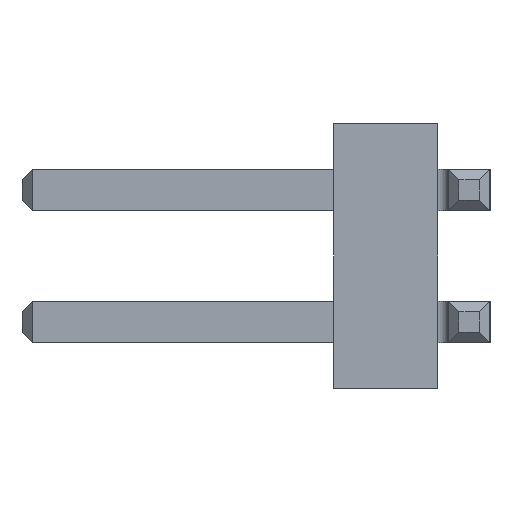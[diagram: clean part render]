
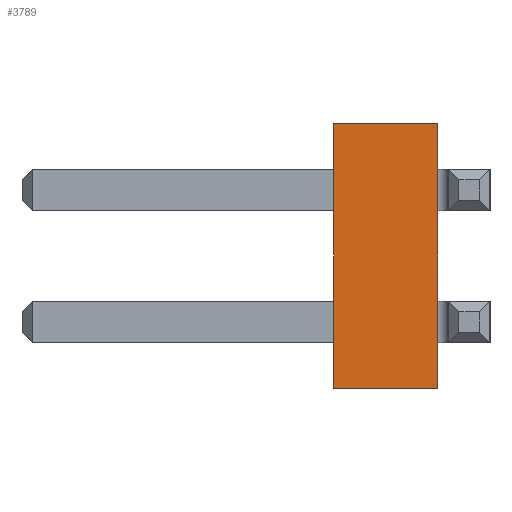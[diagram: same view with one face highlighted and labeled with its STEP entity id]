
A CAD part, left-side view. The second image highlights one B-rep face of the part: STEP entity #3789.
In plain terms, the highlighted planar face has unit normal (-1, 0, 0).
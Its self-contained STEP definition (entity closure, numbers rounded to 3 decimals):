
#119 = FACE_OUTER_BOUND ( 'NONE', #591, .T. ) ;
#125 = CARTESIAN_POINT ( 'NONE',  ( 0., 1., 2.54 ) ) ;
#464 = VECTOR ( 'NONE', #3786, 1000. ) ;
#511 = DIRECTION ( 'NONE',  ( 1., 0., 0. ) ) ;
#591 = EDGE_LOOP ( 'NONE', ( #1311, #3044, #3015, #1447 ) ) ;
#802 = VERTEX_POINT ( 'NONE', #3414 ) ;
#869 = CARTESIAN_POINT ( 'NONE',  ( 0., 1., 0. ) ) ;
#1010 = LINE ( 'NONE', #125, #2495 ) ;
#1116 = DIRECTION ( 'NONE',  ( 0., -1., 0. ) ) ;
#1220 = VERTEX_POINT ( 'NONE', #1840 ) ;
#1300 = PLANE ( 'NONE',  #3004 ) ;
#1311 = ORIENTED_EDGE ( 'NONE', *, *, #3165, .T. ) ;
#1396 = VECTOR ( 'NONE', #2500, 1000. ) ;
#1413 = LINE ( 'NONE', #3806, #464 ) ;
#1447 = ORIENTED_EDGE ( 'NONE', *, *, #2633, .T. ) ;
#1648 = EDGE_CURVE ( 'NONE', #802, #1220, #2844, .T. ) ;
#1755 = VERTEX_POINT ( 'NONE', #3563 ) ;
#1840 = CARTESIAN_POINT ( 'NONE',  ( 0., 0., 2.54 ) ) ;
#2295 = CARTESIAN_POINT ( 'NONE',  ( 0., 0., 2.54 ) ) ;
#2441 = EDGE_CURVE ( 'NONE', #1220, #1755, #3115, .T. ) ;
#2495 = VECTOR ( 'NONE', #3380, 1000. ) ;
#2500 = DIRECTION ( 'NONE',  ( 0., 0., -1. ) ) ;
#2595 = VECTOR ( 'NONE', #1116, 1000. ) ;
#2633 = EDGE_CURVE ( 'NONE', #802, #3653, #1010, .T. ) ;
#2739 = CARTESIAN_POINT ( 'NONE',  ( 0., 0., 2.54 ) ) ;
#2844 = LINE ( 'NONE', #2295, #2595 ) ;
#3004 = AXIS2_PLACEMENT_3D ( 'NONE', #3431, #511, #3744 ) ;
#3015 = ORIENTED_EDGE ( 'NONE', *, *, #1648, .F. ) ;
#3044 = ORIENTED_EDGE ( 'NONE', *, *, #2441, .F. ) ;
#3115 = LINE ( 'NONE', #2739, #1396 ) ;
#3165 = EDGE_CURVE ( 'NONE', #3653, #1755, #1413, .T. ) ;
#3380 = DIRECTION ( 'NONE',  ( 0., 0., -1. ) ) ;
#3414 = CARTESIAN_POINT ( 'NONE',  ( 0., 1., 2.54 ) ) ;
#3431 = CARTESIAN_POINT ( 'NONE',  ( 0., 0., 2.54 ) ) ;
#3563 = CARTESIAN_POINT ( 'NONE',  ( 0., 0., 0. ) ) ;
#3653 = VERTEX_POINT ( 'NONE', #869 ) ;
#3744 = DIRECTION ( 'NONE',  ( 0., 1., 0. ) ) ;
#3786 = DIRECTION ( 'NONE',  ( 0., -1., 0. ) ) ;
#3789 = ADVANCED_FACE ( 'NONE', ( #119 ), #1300, .F. ) ;
#3806 = CARTESIAN_POINT ( 'NONE',  ( 0., 0., 0. ) ) ;
